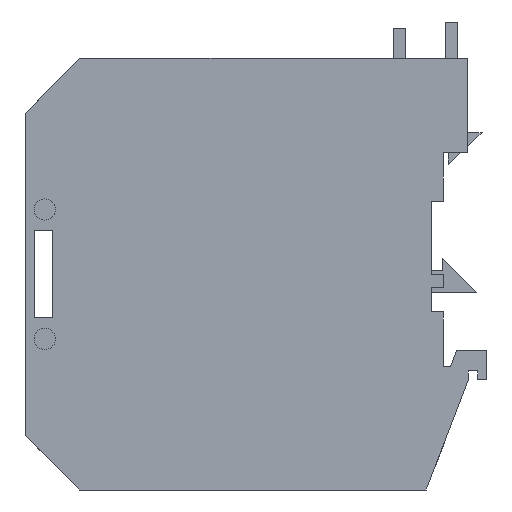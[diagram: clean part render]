
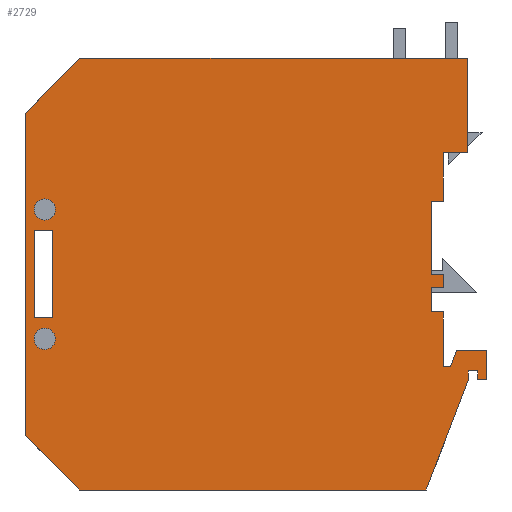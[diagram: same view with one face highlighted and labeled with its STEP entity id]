
A CAD part, left-side view. The second image highlights one B-rep face of the part: STEP entity #2729.
In plain terms, the highlighted planar face has unit normal (-1, 0, 0).
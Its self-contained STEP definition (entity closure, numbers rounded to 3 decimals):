
#2=DIRECTION('',(0.,0.,-1.));
#3=VECTOR('',#2,53.);
#4=CARTESIAN_POINT('',(0.,76.,62.));
#5=LINE('',#4,#3);
#6=DIRECTION('',(0.,0.707,-0.707));
#7=VECTOR('',#6,12.728);
#8=CARTESIAN_POINT('',(0.,67.,71.));
#9=LINE('',#8,#7);
#10=DIRECTION('',(0.,1.,0.));
#11=VECTOR('',#10,63.8);
#12=CARTESIAN_POINT('',(0.,3.2,71.));
#13=LINE('',#12,#11);
#14=DIRECTION('',(0.,0.,1.));
#15=VECTOR('',#14,15.5);
#16=CARTESIAN_POINT('',(0.,3.2,55.5));
#17=LINE('',#16,#15);
#18=DIRECTION('',(0.,-1.,0.));
#19=VECTOR('',#18,4.);
#20=CARTESIAN_POINT('',(0.,7.2,55.5));
#21=LINE('',#20,#19);
#22=DIRECTION('',(0.,0.,1.));
#23=VECTOR('',#22,8.);
#24=CARTESIAN_POINT('',(0.,7.2,47.5));
#25=LINE('',#24,#23);
#26=DIRECTION('',(0.,-1.,0.));
#27=VECTOR('',#26,2.);
#28=CARTESIAN_POINT('',(0.,9.2,47.5));
#29=LINE('',#28,#27);
#30=DIRECTION('',(0.,0.,1.));
#31=VECTOR('',#30,12.);
#32=CARTESIAN_POINT('',(0.,9.2,35.5));
#33=LINE('',#32,#31);
#34=DIRECTION('',(0.,1.,0.));
#35=VECTOR('',#34,2.);
#36=CARTESIAN_POINT('',(0.,7.2,35.5));
#37=LINE('',#36,#35);
#38=DIRECTION('',(0.,0.,1.));
#39=VECTOR('',#38,2.2);
#40=CARTESIAN_POINT('',(0.,7.2,33.3));
#41=LINE('',#40,#39);
#42=DIRECTION('',(0.,-1.,0.));
#43=VECTOR('',#42,2.);
#44=CARTESIAN_POINT('',(0.,9.2,33.3));
#45=LINE('',#44,#43);
#46=DIRECTION('',(0.,0.,1.));
#47=VECTOR('',#46,4.);
#48=CARTESIAN_POINT('',(0.,9.2,29.3));
#49=LINE('',#48,#47);
#50=DIRECTION('',(0.,1.,0.));
#51=VECTOR('',#50,2.);
#52=CARTESIAN_POINT('',(0.,7.2,29.3));
#53=LINE('',#52,#51);
#54=DIRECTION('',(0.,0.,1.));
#55=VECTOR('',#54,9.);
#56=CARTESIAN_POINT('',(0.,7.2,20.3));
#57=LINE('',#56,#55);
#58=DIRECTION('',(0.,1.,0.));
#59=VECTOR('',#58,1.2);
#60=CARTESIAN_POINT('',(0.,6.,20.3));
#61=LINE('',#60,#59);
#62=DIRECTION('',(0.,0.347,-0.938));
#63=VECTOR('',#62,2.879);
#64=CARTESIAN_POINT('',(0.,5.,23.));
#65=LINE('',#64,#63);
#66=DIRECTION('',(0.,1.,0.));
#67=VECTOR('',#66,5.);
#68=CARTESIAN_POINT('',(0.,0.,23.));
#69=LINE('',#68,#67);
#70=DIRECTION('',(0.,0.,1.));
#71=VECTOR('',#70,4.8);
#72=CARTESIAN_POINT('',(0.,0.,18.2));
#73=LINE('',#72,#71);
#74=DIRECTION('',(0.,-1.,0.));
#75=VECTOR('',#74,1.5);
#76=CARTESIAN_POINT('',(0.,1.5,18.2));
#77=LINE('',#76,#75);
#78=DIRECTION('',(0.,0.,-1.));
#79=VECTOR('',#78,1.4);
#80=CARTESIAN_POINT('',(0.,1.5,19.6));
#81=LINE('',#80,#79);
#82=DIRECTION('',(0.,-1.,0.));
#83=VECTOR('',#82,1.6);
#84=CARTESIAN_POINT('',(0.,3.1,19.6));
#85=LINE('',#84,#83);
#86=DIRECTION('',(0.,0.,1.));
#87=VECTOR('',#86,1.6);
#88=CARTESIAN_POINT('',(0.,3.1,18.));
#89=LINE('',#88,#87);
#90=DIRECTION('',(0.,-0.358,0.934));
#91=VECTOR('',#90,19.277);
#92=CARTESIAN_POINT('',(0.,10.,0.));
#93=LINE('',#92,#91);
#94=DIRECTION('',(0.,-1.,0.));
#95=VECTOR('',#94,57.);
#96=CARTESIAN_POINT('',(0.,67.,0.));
#97=LINE('',#96,#95);
#98=DIRECTION('',(0.,-0.707,-0.707));
#99=VECTOR('',#98,12.728);
#100=CARTESIAN_POINT('',(0.,76.,9.));
#101=LINE('',#100,#99);
#102=DIRECTION('',(0.,-1.,0.));
#103=VECTOR('',#102,3.);
#104=CARTESIAN_POINT('',(0.,74.5,28.3));
#105=LINE('',#104,#103);
#106=DIRECTION('',(0.,0.,1.));
#107=VECTOR('',#106,14.4);
#108=CARTESIAN_POINT('',(0.,71.5,28.3));
#109=LINE('',#108,#107);
#110=DIRECTION('',(0.,1.,0.));
#111=VECTOR('',#110,3.);
#112=CARTESIAN_POINT('',(0.,71.5,42.7));
#113=LINE('',#112,#111);
#114=DIRECTION('',(0.,0.,-1.));
#115=VECTOR('',#114,14.4);
#116=CARTESIAN_POINT('',(0.,74.5,42.7));
#117=LINE('',#116,#115);
#118=CARTESIAN_POINT('',(0.,72.75,24.85));
#119=DIRECTION('',(-1.,0.,0.));
#120=DIRECTION('',(0.,0.,1.));
#121=AXIS2_PLACEMENT_3D('',#118,#119,#120);
#123=CARTESIAN_POINT('',(0.,72.75,24.85));
#124=DIRECTION('',(-1.,0.,0.));
#125=DIRECTION('',(0.,0.,-1.));
#126=AXIS2_PLACEMENT_3D('',#123,#124,#125);
#128=CARTESIAN_POINT('',(0.,72.75,46.15));
#129=DIRECTION('',(-1.,0.,0.));
#130=DIRECTION('',(0.,0.,1.));
#131=AXIS2_PLACEMENT_3D('',#128,#129,#130);
#133=CARTESIAN_POINT('',(0.,72.75,46.15));
#134=DIRECTION('',(-1.,0.,0.));
#135=DIRECTION('',(0.,0.,-1.));
#136=AXIS2_PLACEMENT_3D('',#133,#134,#135);
#2006=CARTESIAN_POINT('',(0.,76.,62.));
#2007=CARTESIAN_POINT('',(0.,76.,9.));
#2008=VERTEX_POINT('',#2006);
#2009=VERTEX_POINT('',#2007);
#2010=CARTESIAN_POINT('',(0.,67.,0.));
#2011=VERTEX_POINT('',#2010);
#2012=CARTESIAN_POINT('',(0.,10.,0.));
#2013=VERTEX_POINT('',#2012);
#2014=CARTESIAN_POINT('',(0.,3.1,18.));
#2015=VERTEX_POINT('',#2014);
#2016=CARTESIAN_POINT('',(0.,3.1,19.6));
#2017=VERTEX_POINT('',#2016);
#2018=CARTESIAN_POINT('',(0.,1.5,19.6));
#2019=VERTEX_POINT('',#2018);
#2020=CARTESIAN_POINT('',(0.,1.5,18.2));
#2021=VERTEX_POINT('',#2020);
#2022=CARTESIAN_POINT('',(0.,0.,18.2));
#2023=VERTEX_POINT('',#2022);
#2024=CARTESIAN_POINT('',(0.,0.,23.));
#2025=VERTEX_POINT('',#2024);
#2026=CARTESIAN_POINT('',(0.,5.,23.));
#2027=VERTEX_POINT('',#2026);
#2028=CARTESIAN_POINT('',(0.,6.,20.3));
#2029=VERTEX_POINT('',#2028);
#2030=CARTESIAN_POINT('',(0.,7.2,20.3));
#2031=VERTEX_POINT('',#2030);
#2032=CARTESIAN_POINT('',(0.,7.2,29.3));
#2033=VERTEX_POINT('',#2032);
#2034=CARTESIAN_POINT('',(0.,9.2,29.3));
#2035=VERTEX_POINT('',#2034);
#2036=CARTESIAN_POINT('',(0.,9.2,33.3));
#2037=VERTEX_POINT('',#2036);
#2038=CARTESIAN_POINT('',(0.,7.2,33.3));
#2039=VERTEX_POINT('',#2038);
#2040=CARTESIAN_POINT('',(0.,7.2,35.5));
#2041=VERTEX_POINT('',#2040);
#2042=CARTESIAN_POINT('',(0.,9.2,35.5));
#2043=VERTEX_POINT('',#2042);
#2044=CARTESIAN_POINT('',(0.,9.2,47.5));
#2045=VERTEX_POINT('',#2044);
#2046=CARTESIAN_POINT('',(0.,7.2,47.5));
#2047=VERTEX_POINT('',#2046);
#2048=CARTESIAN_POINT('',(0.,7.2,55.5));
#2049=VERTEX_POINT('',#2048);
#2050=CARTESIAN_POINT('',(0.,3.2,55.5));
#2051=VERTEX_POINT('',#2050);
#2052=CARTESIAN_POINT('',(0.,3.2,71.));
#2053=VERTEX_POINT('',#2052);
#2054=CARTESIAN_POINT('',(0.,67.,71.));
#2055=VERTEX_POINT('',#2054);
#2106=CARTESIAN_POINT('',(0.,74.5,28.3));
#2107=CARTESIAN_POINT('',(0.,71.5,28.3));
#2108=VERTEX_POINT('',#2106);
#2109=VERTEX_POINT('',#2107);
#2110=CARTESIAN_POINT('',(0.,71.5,42.7));
#2111=VERTEX_POINT('',#2110);
#2112=CARTESIAN_POINT('',(0.,74.5,42.7));
#2113=VERTEX_POINT('',#2112);
#2162=CARTESIAN_POINT('',(0.,72.75,26.6));
#2163=CARTESIAN_POINT('',(0.,72.75,23.1));
#2164=VERTEX_POINT('',#2162);
#2165=VERTEX_POINT('',#2163);
#2166=CARTESIAN_POINT('',(0.,72.75,47.9));
#2167=CARTESIAN_POINT('',(0.,72.75,44.4));
#2168=VERTEX_POINT('',#2166);
#2169=VERTEX_POINT('',#2167);
#2650=CARTESIAN_POINT('',(0.,0.,0.));
#2651=DIRECTION('',(-1.,0.,0.));
#2652=DIRECTION('',(0.,0.,1.));
#2653=AXIS2_PLACEMENT_3D('',#2650,#2651,#2652);
#2654=PLANE('',#2653);
#2656=ORIENTED_EDGE('',*,*,#2655,.F.);
#2658=ORIENTED_EDGE('',*,*,#2657,.F.);
#2660=ORIENTED_EDGE('',*,*,#2659,.F.);
#2662=ORIENTED_EDGE('',*,*,#2661,.F.);
#2664=ORIENTED_EDGE('',*,*,#2663,.F.);
#2666=ORIENTED_EDGE('',*,*,#2665,.F.);
#2668=ORIENTED_EDGE('',*,*,#2667,.F.);
#2670=ORIENTED_EDGE('',*,*,#2669,.F.);
#2672=ORIENTED_EDGE('',*,*,#2671,.F.);
#2674=ORIENTED_EDGE('',*,*,#2673,.F.);
#2676=ORIENTED_EDGE('',*,*,#2675,.F.);
#2678=ORIENTED_EDGE('',*,*,#2677,.F.);
#2680=ORIENTED_EDGE('',*,*,#2679,.F.);
#2682=ORIENTED_EDGE('',*,*,#2681,.F.);
#2684=ORIENTED_EDGE('',*,*,#2683,.F.);
#2686=ORIENTED_EDGE('',*,*,#2685,.F.);
#2688=ORIENTED_EDGE('',*,*,#2687,.F.);
#2690=ORIENTED_EDGE('',*,*,#2689,.F.);
#2692=ORIENTED_EDGE('',*,*,#2691,.F.);
#2694=ORIENTED_EDGE('',*,*,#2693,.F.);
#2696=ORIENTED_EDGE('',*,*,#2695,.F.);
#2698=ORIENTED_EDGE('',*,*,#2697,.F.);
#2700=ORIENTED_EDGE('',*,*,#2699,.F.);
#2702=ORIENTED_EDGE('',*,*,#2701,.F.);
#2704=ORIENTED_EDGE('',*,*,#2703,.F.);
#2705=EDGE_LOOP('',(#2656,#2658,#2660,#2662,#2664,#2666,#2668,#2670,#2672,#2674,
#2676,#2678,#2680,#2682,#2684,#2686,#2688,#2690,#2692,#2694,#2696,#2698,#2700,
#2702,#2704));
#2706=FACE_OUTER_BOUND('',#2705,.F.);
#2708=ORIENTED_EDGE('',*,*,#2707,.T.);
#2710=ORIENTED_EDGE('',*,*,#2709,.T.);
#2712=ORIENTED_EDGE('',*,*,#2711,.T.);
#2714=ORIENTED_EDGE('',*,*,#2713,.T.);
#2715=EDGE_LOOP('',(#2708,#2710,#2712,#2714));
#2716=FACE_BOUND('',#2715,.F.);
#2718=ORIENTED_EDGE('',*,*,#2717,.T.);
#2720=ORIENTED_EDGE('',*,*,#2719,.T.);
#2721=EDGE_LOOP('',(#2718,#2720));
#2722=FACE_BOUND('',#2721,.F.);
#2724=ORIENTED_EDGE('',*,*,#2723,.T.);
#2726=ORIENTED_EDGE('',*,*,#2725,.T.);
#2727=EDGE_LOOP('',(#2724,#2726));
#2728=FACE_BOUND('',#2727,.F.);
#122=CIRCLE('',#121,1.75);
#127=CIRCLE('',#126,1.75);
#132=CIRCLE('',#131,1.75);
#137=CIRCLE('',#136,1.75);
#2655=EDGE_CURVE('',#2008,#2009,#5,.T.);
#2657=EDGE_CURVE('',#2055,#2008,#9,.T.);
#2659=EDGE_CURVE('',#2053,#2055,#13,.T.);
#2661=EDGE_CURVE('',#2051,#2053,#17,.T.);
#2663=EDGE_CURVE('',#2049,#2051,#21,.T.);
#2665=EDGE_CURVE('',#2047,#2049,#25,.T.);
#2667=EDGE_CURVE('',#2045,#2047,#29,.T.);
#2669=EDGE_CURVE('',#2043,#2045,#33,.T.);
#2671=EDGE_CURVE('',#2041,#2043,#37,.T.);
#2673=EDGE_CURVE('',#2039,#2041,#41,.T.);
#2675=EDGE_CURVE('',#2037,#2039,#45,.T.);
#2677=EDGE_CURVE('',#2035,#2037,#49,.T.);
#2679=EDGE_CURVE('',#2033,#2035,#53,.T.);
#2681=EDGE_CURVE('',#2031,#2033,#57,.T.);
#2683=EDGE_CURVE('',#2029,#2031,#61,.T.);
#2685=EDGE_CURVE('',#2027,#2029,#65,.T.);
#2687=EDGE_CURVE('',#2025,#2027,#69,.T.);
#2689=EDGE_CURVE('',#2023,#2025,#73,.T.);
#2691=EDGE_CURVE('',#2021,#2023,#77,.T.);
#2693=EDGE_CURVE('',#2019,#2021,#81,.T.);
#2695=EDGE_CURVE('',#2017,#2019,#85,.T.);
#2697=EDGE_CURVE('',#2015,#2017,#89,.T.);
#2699=EDGE_CURVE('',#2013,#2015,#93,.T.);
#2701=EDGE_CURVE('',#2011,#2013,#97,.T.);
#2703=EDGE_CURVE('',#2009,#2011,#101,.T.);
#2707=EDGE_CURVE('',#2108,#2109,#105,.T.);
#2709=EDGE_CURVE('',#2109,#2111,#109,.T.);
#2711=EDGE_CURVE('',#2111,#2113,#113,.T.);
#2713=EDGE_CURVE('',#2113,#2108,#117,.T.);
#2717=EDGE_CURVE('',#2164,#2165,#122,.T.);
#2719=EDGE_CURVE('',#2165,#2164,#127,.T.);
#2723=EDGE_CURVE('',#2168,#2169,#132,.T.);
#2725=EDGE_CURVE('',#2169,#2168,#137,.T.);
#2729=ADVANCED_FACE('',(#2706,#2716,#2722,#2728),#2654,.T.);
